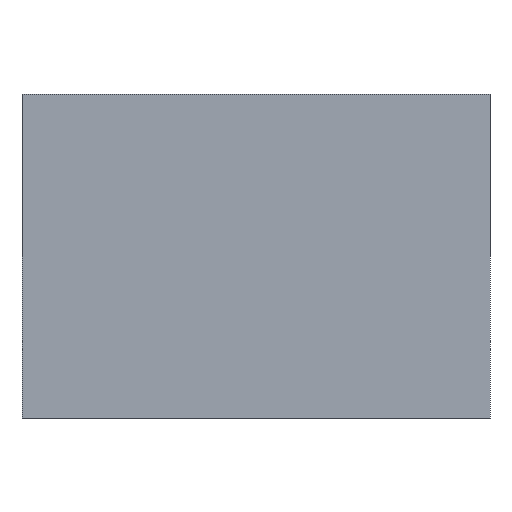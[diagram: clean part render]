
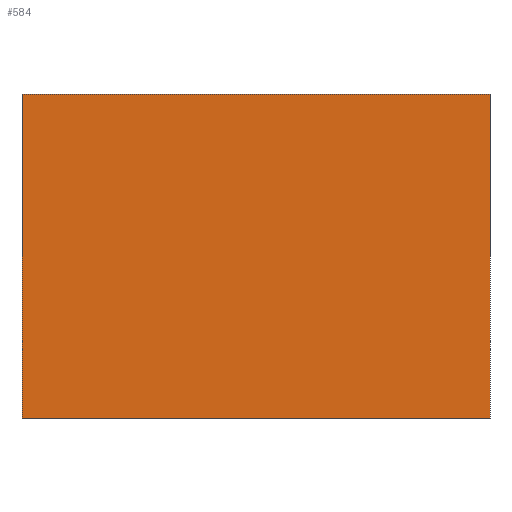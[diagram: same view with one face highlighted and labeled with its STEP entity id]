
A CAD part, front view. The second image highlights one B-rep face of the part: STEP entity #584.
In plain terms, the highlighted planar face has unit normal (0, -1, 0).
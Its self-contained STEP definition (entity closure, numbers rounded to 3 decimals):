
#2 = VECTOR ( 'NONE', #1223, 1000. ) ;
#68 = VECTOR ( 'NONE', #1302, 1000. ) ;
#106 = VERTEX_POINT ( 'NONE', #417 ) ;
#216 = EDGE_CURVE ( 'NONE', #510, #1809, #798, .T. ) ;
#284 = CARTESIAN_POINT ( 'NONE',  ( -6.5, -6.75, 9. ) ) ;
#417 = CARTESIAN_POINT ( 'NONE',  ( -6.5, -6.75, 0. ) ) ;
#444 = LINE ( 'NONE', #284, #1042 ) ;
#510 = VERTEX_POINT ( 'NONE', #1444 ) ;
#547 = LINE ( 'NONE', #1355, #2 ) ;
#584 = ADVANCED_FACE ( 'NONE', ( #1819 ), #1297, .F. ) ;
#698 = CARTESIAN_POINT ( 'NONE',  ( 6.5, -6.75, 0. ) ) ;
#728 = EDGE_CURVE ( 'NONE', #2151, #106, #547, .T. ) ;
#798 = LINE ( 'NONE', #1811, #68 ) ;
#836 = CARTESIAN_POINT ( 'NONE',  ( -6.5, -6.75, 9. ) ) ;
#850 = ORIENTED_EDGE ( 'NONE', *, *, #728, .T. ) ;
#929 = EDGE_CURVE ( 'NONE', #2151, #510, #444, .T. ) ;
#947 = DIRECTION ( 'NONE',  ( 1., 0., 0. ) ) ;
#948 = EDGE_CURVE ( 'NONE', #106, #1809, #1286, .T. ) ;
#1042 = VECTOR ( 'NONE', #947, 1000. ) ;
#1223 = DIRECTION ( 'NONE',  ( 0., 0., -1. ) ) ;
#1265 = ORIENTED_EDGE ( 'NONE', *, *, #929, .F. ) ;
#1286 = LINE ( 'NONE', #1473, #1672 ) ;
#1297 = PLANE ( 'NONE',  #1891 ) ;
#1302 = DIRECTION ( 'NONE',  ( 0., 0., -1. ) ) ;
#1318 = EDGE_LOOP ( 'NONE', ( #1925, #2115, #1265, #850 ) ) ;
#1355 = CARTESIAN_POINT ( 'NONE',  ( -6.5, -6.75, 9. ) ) ;
#1444 = CARTESIAN_POINT ( 'NONE',  ( 6.5, -6.75, 9. ) ) ;
#1473 = CARTESIAN_POINT ( 'NONE',  ( -6.5, -6.75, 0. ) ) ;
#1513 = DIRECTION ( 'NONE',  ( -1., 0., 0. ) ) ;
#1672 = VECTOR ( 'NONE', #1970, 1000. ) ;
#1808 = DIRECTION ( 'NONE',  ( 0., 1., 0. ) ) ;
#1809 = VERTEX_POINT ( 'NONE', #698 ) ;
#1811 = CARTESIAN_POINT ( 'NONE',  ( 6.5, -6.75, 9. ) ) ;
#1819 = FACE_OUTER_BOUND ( 'NONE', #1318, .T. ) ;
#1891 = AXIS2_PLACEMENT_3D ( 'NONE', #836, #1808, #1513 ) ;
#1925 = ORIENTED_EDGE ( 'NONE', *, *, #948, .T. ) ;
#1970 = DIRECTION ( 'NONE',  ( 1., 0., 0. ) ) ;
#1996 = CARTESIAN_POINT ( 'NONE',  ( -6.5, -6.75, 9. ) ) ;
#2115 = ORIENTED_EDGE ( 'NONE', *, *, #216, .F. ) ;
#2151 = VERTEX_POINT ( 'NONE', #1996 ) ;
